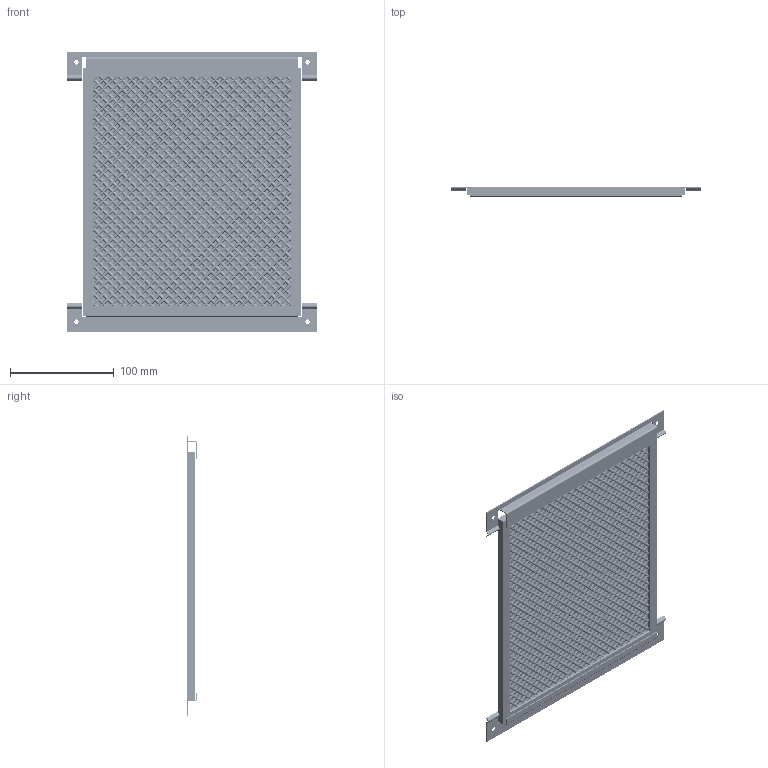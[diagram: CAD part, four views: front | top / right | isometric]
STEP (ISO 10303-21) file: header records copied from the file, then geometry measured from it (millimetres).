
FILE_DESCRIPTION (( 'STEP AP203' ), '1' );
FILE_NAME ('SCE-FLT88.step', '2021-02-09T22:17:40', ( 'ADC123' ), ( 'Microsoft' ), 'SwSTEP 2.0', 'SolidWorks 2019', '' );
FILE_SCHEMA (( 'CONFIG_CONTROL_DESIGN' ));
Products named in the file (1): SCE-FLT88
Bounding box: 241.3 x 9.75 x 269.88 mm (x, y, z)
Volume: 164025.2 mm3; surface area: 161785.2 mm2
Topology: 3 solids, 3 shells, 6460 faces, 17408 edges, 10956 vertices
Faces by surface type: cylinder 4260, plane 2200
Full cylindrical faces by diameter (mm): 4.216 x4
Entity records: 195611 total; most frequent: CARTESIAN_POINT 60513, ORIENTED_EDGE 34808, DIRECTION 21834, EDGE_CURVE 17404, VERTEX_POINT 10956, VECTOR 8768, LINE 8768, AXIS2_PLACEMENT_3D 6533
